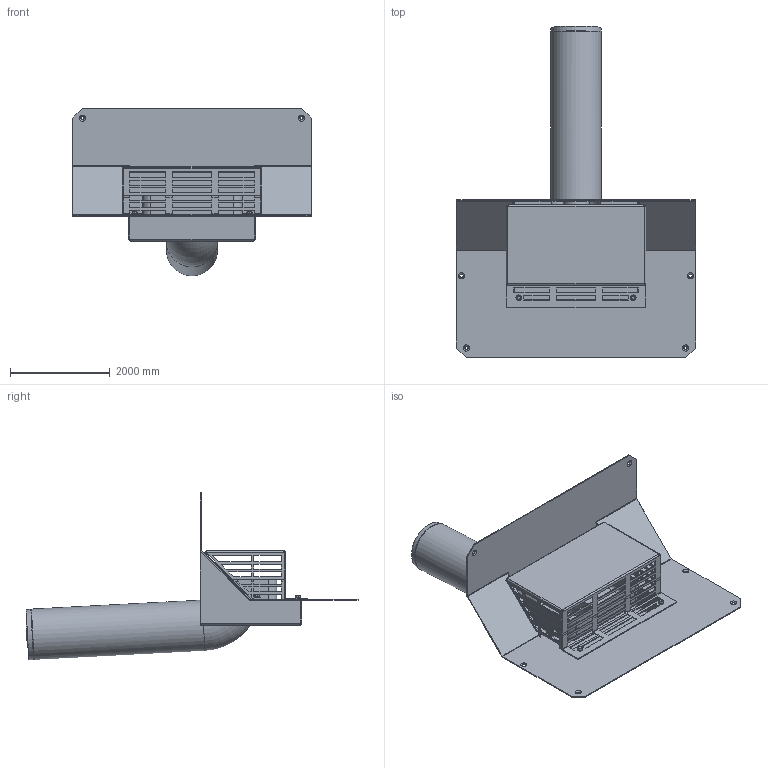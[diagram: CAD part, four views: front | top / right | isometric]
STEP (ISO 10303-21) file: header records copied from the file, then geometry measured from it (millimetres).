
FILE_DESCRIPTION(/* description */ (''),/* implementation_level */ '2;1');
FILE_NAME(/* name */ '13508.100X_3D.stp',/* time_stamp */ '2025-02-28T10:05:20+01:00',/* author */ ('N.Hausmann'),/* organization */ (''),/* preprocessor_version */ 'ST-DEVELOPER v20',/* originating_system */ 'AutoCAD Mechanical',/* authorisation */ '');
FILE_SCHEMA (('AUTOMOTIVE_DESIGN { 1 0 10303 214 3 1 1 }'));
Length unit declared in the file: centimetre
Products named in the file (2): Product; *S0
Assembly tree (1 placements, depth 2):
  Product
    *S0
Bounding box: 4800 x 6666.97 x 3366.34 mm (x, y, z)
Volume: 1167851019.2 mm3; surface area: 126327331.7 mm2
Topology: 25 solids, 25 shells, 710 faces, 1830 edges, 1164 vertices
Faces by surface type: plane 523, cylinder 103, cone 48, torus 16, bspline 12, sphere 8
Full cylindrical faces by diameter (mm): 48 x4, 55 x4, 60 x2, 90 x2, 110 x4, 500 x1, 530 x1, 980 x1, 1020 x1
Entity records: 22477 total; most frequent: CARTESIAN_POINT 4955, ORIENTED_EDGE 3652, DIRECTION 3426, EDGE_CURVE 1826, LINE 1408, VECTOR 1408, VERTEX_POINT 1164, AXIS2_PLACEMENT_3D 1009
